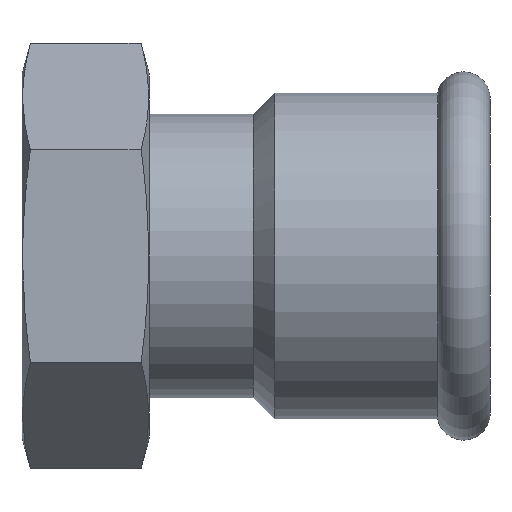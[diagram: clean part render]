
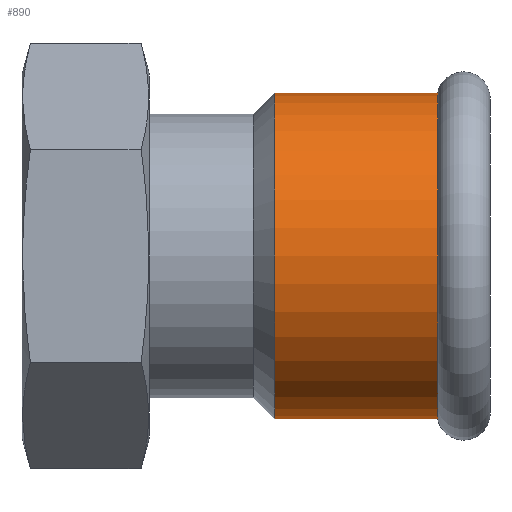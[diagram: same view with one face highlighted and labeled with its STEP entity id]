
A CAD part, front view. The second image highlights one B-rep face of the part: STEP entity #890.
In plain terms, the highlighted cylindrical face has radius 28.75 mm (diameter 57.5 mm), a full revolution.
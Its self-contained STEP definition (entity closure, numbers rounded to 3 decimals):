
#77=CYLINDRICAL_SURFACE('',#1052,28.75);
#125=FACE_OUTER_BOUND('',#182,.T.);
#182=EDGE_LOOP('',(#825,#826,#827,#828,#829,#830,#831,#832));
#210=LINE('',#1672,#238);
#238=VECTOR('',#1364,28.75);
#265=CIRCLE('',#960,28.75);
#266=CIRCLE('',#961,28.75);
#270=CIRCLE('',#965,28.75);
#314=CIRCLE('',#1026,28.75);
#315=CIRCLE('',#1027,28.75);
#316=CIRCLE('',#1028,28.75);
#370=VERTEX_POINT('',#1509);
#371=VERTEX_POINT('',#1510);
#372=VERTEX_POINT('',#1512);
#414=VERTEX_POINT('',#1626);
#415=VERTEX_POINT('',#1628);
#416=VERTEX_POINT('',#1630);
#483=EDGE_CURVE('',#370,#371,#265,.T.);
#484=EDGE_CURVE('',#371,#372,#266,.T.);
#488=EDGE_CURVE('',#372,#370,#270,.T.);
#540=EDGE_CURVE('',#414,#415,#314,.T.);
#541=EDGE_CURVE('',#415,#416,#315,.T.);
#542=EDGE_CURVE('',#416,#414,#316,.T.);
#562=EDGE_CURVE('',#371,#415,#210,.T.);
#825=ORIENTED_EDGE('',*,*,#483,.F.);
#826=ORIENTED_EDGE('',*,*,#488,.F.);
#827=ORIENTED_EDGE('',*,*,#484,.F.);
#828=ORIENTED_EDGE('',*,*,#562,.T.);
#829=ORIENTED_EDGE('',*,*,#540,.F.);
#830=ORIENTED_EDGE('',*,*,#542,.F.);
#831=ORIENTED_EDGE('',*,*,#541,.F.);
#832=ORIENTED_EDGE('',*,*,#562,.F.);
#890=ADVANCED_FACE('',(#125),#77,.T.);
#960=AXIS2_PLACEMENT_3D('',#1511,#1166,#1167);
#961=AXIS2_PLACEMENT_3D('',#1513,#1168,#1169);
#965=AXIS2_PLACEMENT_3D('',#1519,#1176,#1177);
#1026=AXIS2_PLACEMENT_3D('',#1629,#1306,#1307);
#1027=AXIS2_PLACEMENT_3D('',#1631,#1308,#1309);
#1028=AXIS2_PLACEMENT_3D('',#1632,#1310,#1311);
#1052=AXIS2_PLACEMENT_3D('',#1671,#1362,#1363);
#1166=DIRECTION('center_axis',(1.,0.,0.));
#1167=DIRECTION('ref_axis',(0.,1.,0.));
#1168=DIRECTION('center_axis',(1.,0.,0.));
#1169=DIRECTION('ref_axis',(0.,1.,0.));
#1176=DIRECTION('center_axis',(1.,0.,0.));
#1177=DIRECTION('ref_axis',(0.,1.,0.));
#1306=DIRECTION('center_axis',(-1.,0.,0.));
#1307=DIRECTION('ref_axis',(0.,0.,1.));
#1308=DIRECTION('center_axis',(-1.,0.,0.));
#1309=DIRECTION('ref_axis',(0.,0.,1.));
#1310=DIRECTION('center_axis',(-1.,0.,0.));
#1311=DIRECTION('ref_axis',(0.,0.,1.));
#1362=DIRECTION('center_axis',(1.,0.,0.));
#1363=DIRECTION('ref_axis',(0.,1.,0.));
#1364=DIRECTION('',(-1.,0.,0.));
#1509=CARTESIAN_POINT('',(-9.26,28.75,0.));
#1510=CARTESIAN_POINT('',(-9.26,-28.75,0.));
#1511=CARTESIAN_POINT('Origin',(-9.26,0.,0.));
#1512=CARTESIAN_POINT('',(-9.26,0.,-28.75));
#1513=CARTESIAN_POINT('Origin',(-9.26,0.,0.));
#1519=CARTESIAN_POINT('Origin',(-9.26,0.,0.));
#1626=CARTESIAN_POINT('',(-38.,0.,-28.75));
#1628=CARTESIAN_POINT('',(-38.,-28.75,0.));
#1629=CARTESIAN_POINT('Origin',(-38.,0.,0.));
#1630=CARTESIAN_POINT('',(-38.,0.,28.75));
#1631=CARTESIAN_POINT('Origin',(-38.,0.,0.));
#1632=CARTESIAN_POINT('Origin',(-38.,0.,0.));
#1671=CARTESIAN_POINT('Origin',(-22.63,0.,0.));
#1672=CARTESIAN_POINT('',(-22.63,-28.75,0.));
